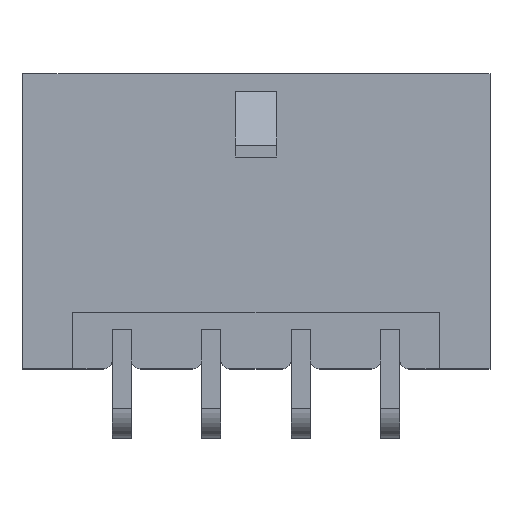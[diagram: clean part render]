
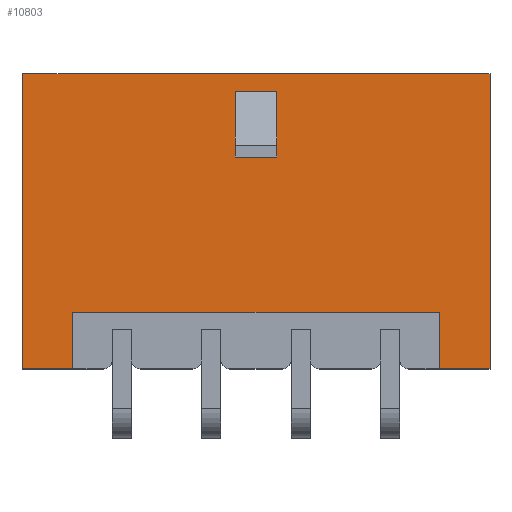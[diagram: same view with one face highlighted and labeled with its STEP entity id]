
A CAD part, top view. The second image highlights one B-rep face of the part: STEP entity #10803.
In plain terms, the highlighted face is planar.
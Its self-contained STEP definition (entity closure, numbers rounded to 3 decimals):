
#1421=ORIENTED_EDGE('',*,*,#2771,.T.);
#1422=ORIENTED_EDGE('',*,*,#2776,.T.);
#1423=ORIENTED_EDGE('',*,*,#3157,.F.);
#1424=ORIENTED_EDGE('',*,*,#3103,.T.);
#1425=ORIENTED_EDGE('',*,*,#3113,.T.);
#1426=ORIENTED_EDGE('',*,*,#3095,.F.);
#1427=ORIENTED_EDGE('',*,*,#3156,.F.);
#1428=ORIENTED_EDGE('',*,*,#2774,.T.);
#1429=ORIENTED_EDGE('',*,*,#2789,.F.);
#1430=ORIENTED_EDGE('',*,*,#2782,.F.);
#1431=ORIENTED_EDGE('',*,*,#2786,.T.);
#1432=ORIENTED_EDGE('',*,*,#2778,.T.);
#2771=EDGE_CURVE('',#3823,#3824,#4576,.T.);
#2774=EDGE_CURVE('',#3825,#3823,#4579,.T.);
#2776=EDGE_CURVE('',#3824,#3826,#4581,.T.);
#2778=EDGE_CURVE('',#3827,#3828,#4583,.T.);
#2782=EDGE_CURVE('',#3831,#3832,#4587,.T.);
#2786=EDGE_CURVE('',#3831,#3827,#4591,.T.);
#2789=EDGE_CURVE('',#3832,#3828,#4594,.T.);
#3095=EDGE_CURVE('',#4059,#4060,#4882,.T.);
#3103=EDGE_CURVE('',#4065,#4064,#4890,.T.);
#3113=EDGE_CURVE('',#4064,#4060,#4900,.T.);
#3156=EDGE_CURVE('',#3825,#4059,#4939,.T.);
#3157=EDGE_CURVE('',#4065,#3826,#4940,.T.);
#3823=VERTEX_POINT('',#14341);
#3824=VERTEX_POINT('',#14342);
#3825=VERTEX_POINT('',#14347);
#3826=VERTEX_POINT('',#14351);
#3827=VERTEX_POINT('',#14355);
#3828=VERTEX_POINT('',#14356);
#3831=VERTEX_POINT('',#14364);
#3832=VERTEX_POINT('',#14365);
#4059=VERTEX_POINT('',#15006);
#4060=VERTEX_POINT('',#15008);
#4064=VERTEX_POINT('',#15020);
#4065=VERTEX_POINT('',#15022);
#4576=LINE('',#14340,#5619);
#4579=LINE('',#14346,#5622);
#4581=LINE('',#14350,#5624);
#4583=LINE('',#14354,#5626);
#4587=LINE('',#14363,#5630);
#4591=LINE('',#14372,#5634);
#4594=LINE('',#14377,#5637);
#4882=LINE('',#15007,#5925);
#4890=LINE('',#15021,#5933);
#4900=LINE('',#15036,#5943);
#4939=LINE('',#15106,#5982);
#4940=LINE('',#15108,#5983);
#5619=VECTOR('',#12134,1000.);
#5622=VECTOR('',#12139,1000.);
#5624=VECTOR('',#12143,1000.);
#5626=VECTOR('',#12147,1000.);
#5630=VECTOR('',#12153,1000.);
#5634=VECTOR('',#12159,1000.);
#5637=VECTOR('',#12166,1000.);
#5925=VECTOR('',#12656,1000.);
#5933=VECTOR('',#12666,1000.);
#5943=VECTOR('',#12678,1000.);
#5982=VECTOR('',#12769,1000.);
#5983=VECTOR('',#12772,1000.);
#6575=EDGE_LOOP('',(#1421,#1422,#1423,#1424,#1425,#1426,#1427,#1428));
#6576=EDGE_LOOP('',(#1429,#1430,#1431,#1432));
#7020=FACE_BOUND('',#6575,.T.);
#7021=FACE_BOUND('',#6576,.T.);
#7421=PLANE('',#11292);
#10803=ADVANCED_FACE('',(#7020,#7021),#7421,.T.);
#11292=AXIS2_PLACEMENT_3D('',#15107,#12770,#12771);
#12134=DIRECTION('',(1.,0.,0.));
#12139=DIRECTION('',(0.,0.,1.));
#12143=DIRECTION('',(0.,0.,-1.));
#12147=DIRECTION('',(0.,0.,1.));
#12153=DIRECTION('',(0.,0.,1.));
#12159=DIRECTION('',(-1.,0.,0.));
#12166=DIRECTION('',(-1.,0.,0.));
#12656=DIRECTION('',(0.,0.,1.));
#12666=DIRECTION('',(0.,0.,1.));
#12678=DIRECTION('',(-1.,0.,0.));
#12769=DIRECTION('',(-1.,0.,0.));
#12770=DIRECTION('',(0.,-1.,0.));
#12771=DIRECTION('',(0.,0.,-1.));
#12772=DIRECTION('',(-1.,0.,0.));
#14340=CARTESIAN_POINT('',(-6.15,-3.43,-3.05));
#14341=CARTESIAN_POINT('',(-6.15,-3.43,-3.05));
#14342=CARTESIAN_POINT('',(6.15,-3.43,-3.05));
#14346=CARTESIAN_POINT('',(-6.15,-3.43,-4.95));
#14347=CARTESIAN_POINT('',(-6.15,-3.43,-4.95));
#14350=CARTESIAN_POINT('',(6.15,-3.43,-3.05));
#14351=CARTESIAN_POINT('',(6.15,-3.43,-4.95));
#14354=CARTESIAN_POINT('',(-0.7,-3.43,2.15));
#14355=CARTESIAN_POINT('',(-0.7,-3.43,2.15));
#14356=CARTESIAN_POINT('',(-0.7,-3.43,4.35));
#14363=CARTESIAN_POINT('',(0.7,-3.43,2.15));
#14364=CARTESIAN_POINT('',(0.7,-3.43,2.15));
#14365=CARTESIAN_POINT('',(0.7,-3.43,4.35));
#14372=CARTESIAN_POINT('',(0.7,-3.43,2.15));
#14377=CARTESIAN_POINT('',(0.7,-3.43,4.35));
#15006=CARTESIAN_POINT('',(-7.85,-3.43,-4.95));
#15007=CARTESIAN_POINT('',(-7.85,-3.43,-4.95));
#15008=CARTESIAN_POINT('',(-7.85,-3.43,4.95));
#15020=CARTESIAN_POINT('',(7.85,-3.43,4.95));
#15021=CARTESIAN_POINT('',(7.85,-3.43,-4.95));
#15022=CARTESIAN_POINT('',(7.85,-3.43,-4.95));
#15036=CARTESIAN_POINT('',(7.85,-3.43,4.95));
#15106=CARTESIAN_POINT('',(7.85,-3.43,-4.95));
#15107=CARTESIAN_POINT('',(7.85,-3.43,-4.95));
#15108=CARTESIAN_POINT('',(7.85,-3.43,-4.95));
